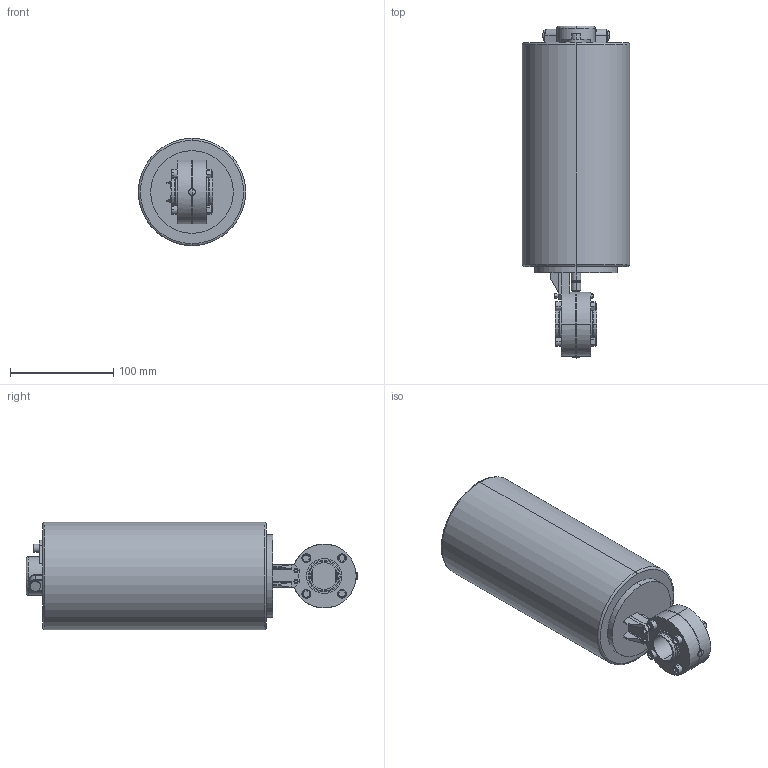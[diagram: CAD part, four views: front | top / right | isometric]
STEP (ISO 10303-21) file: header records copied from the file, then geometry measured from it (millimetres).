
FILE_DESCRIPTION (( 'STEP AP203' ), '1' );
FILE_NAME ('3D-M4501P_25_174451210_174451240.STEP', '2024-09-13T16:03:04', ( '' ), ( '' ), 'SwSTEP 2.0', 'SolidWorks 2024', '' );
FILE_SCHEMA (( 'CONFIG_CONTROL_DESIGN' ));
Length unit declared in the file: millimetre
Products named in the file (1): 3D-M4501P_25_174451210_174451240
Bounding box: 104 x 321.65 x 104 mm (x, y, z)
Volume: 1978293.9 mm3; surface area: 113801.5 mm2
Topology: 5 solids, 5 shells, 337 faces, 774 edges, 476 vertices
Faces by surface type: plane 172, cylinder 97, torus 38, cone 24, bspline 4, sphere 2
Entity records: 10226 total; most frequent: CARTESIAN_POINT 2412, DIRECTION 1689, ORIENTED_EDGE 1538, EDGE_CURVE 769, AXIS2_PLACEMENT_3D 628, VERTEX_POINT 475, LINE 433, VECTOR 433
